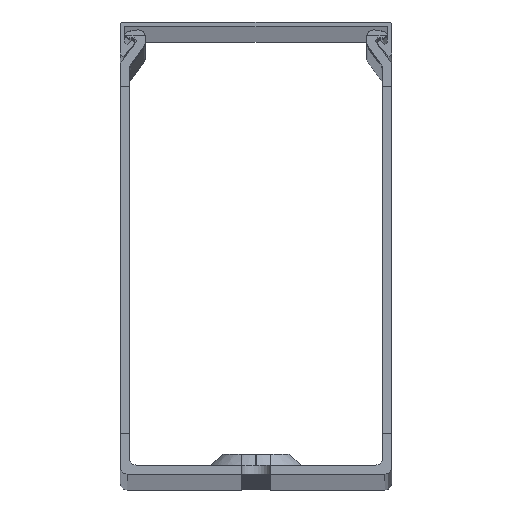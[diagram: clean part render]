
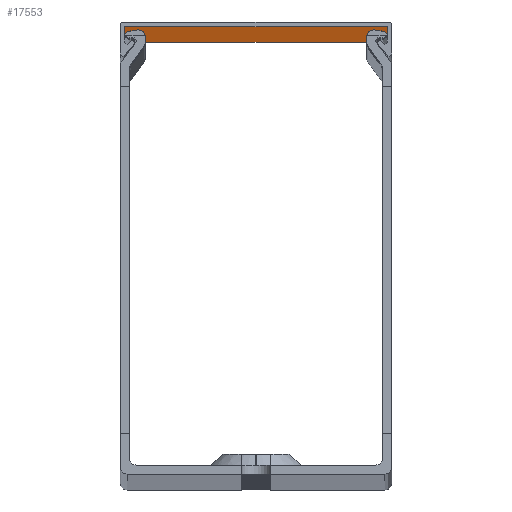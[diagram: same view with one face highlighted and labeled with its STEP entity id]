
A CAD part, top view. The second image highlights one B-rep face of the part: STEP entity #17553.
In plain terms, the highlighted planar face has unit normal (0, -1, 0).
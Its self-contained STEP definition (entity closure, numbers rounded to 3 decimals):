
#269 = DIRECTION ( 'NONE',  ( 0., 0., 1. ) ) ;
#431 = PLANE ( 'NONE',  #24737 ) ;
#542 = ORIENTED_EDGE ( 'NONE', *, *, #31834, .F. ) ;
#2169 = CARTESIAN_POINT ( 'NONE',  ( 29., 99., -1000. ) ) ;
#3904 = VECTOR ( 'NONE', #13635, 1000. ) ;
#3963 = VECTOR ( 'NONE', #26179, 1000. ) ;
#5066 = CARTESIAN_POINT ( 'NONE',  ( -29., 99., 1000. ) ) ;
#5441 = VECTOR ( 'NONE', #30181, 1000. ) ;
#5944 = DIRECTION ( 'NONE',  ( 0., 1., 0. ) ) ;
#6859 = EDGE_LOOP ( 'NONE', ( #542, #10542, #25858, #12722 ) ) ;
#8523 = CARTESIAN_POINT ( 'NONE',  ( -29., 99., 1060.585 ) ) ;
#9710 = CARTESIAN_POINT ( 'NONE',  ( -29., 99., 1060.585 ) ) ;
#10542 = ORIENTED_EDGE ( 'NONE', *, *, #24246, .T. ) ;
#10914 = VECTOR ( 'NONE', #33637, 1000. ) ;
#12722 = ORIENTED_EDGE ( 'NONE', *, *, #32713, .T. ) ;
#13635 = DIRECTION ( 'NONE',  ( 0., 0., -1. ) ) ;
#14337 = CARTESIAN_POINT ( 'NONE',  ( -29., 99., 1000. ) ) ;
#16022 = CARTESIAN_POINT ( 'NONE',  ( -29., 99., -1000. ) ) ;
#16700 = VERTEX_POINT ( 'NONE', #21083 ) ;
#17553 = ADVANCED_FACE ( 'NONE', ( #32262 ), #431, .F. ) ;
#19535 = VERTEX_POINT ( 'NONE', #29095 ) ;
#21083 = CARTESIAN_POINT ( 'NONE',  ( 29., 99., 1000. ) ) ;
#21474 = VERTEX_POINT ( 'NONE', #2169 ) ;
#22925 = EDGE_CURVE ( 'NONE', #27125, #19535, #25179, .T. ) ;
#24246 = EDGE_CURVE ( 'NONE', #16700, #27125, #31214, .T. ) ;
#24307 = LINE ( 'NONE', #29480, #3904 ) ;
#24737 = AXIS2_PLACEMENT_3D ( 'NONE', #8523, #5944, #269 ) ;
#25179 = LINE ( 'NONE', #9710, #5441 ) ;
#25858 = ORIENTED_EDGE ( 'NONE', *, *, #22925, .T. ) ;
#26179 = DIRECTION ( 'NONE',  ( 1., 0., 0. ) ) ;
#27125 = VERTEX_POINT ( 'NONE', #14337 ) ;
#29095 = CARTESIAN_POINT ( 'NONE',  ( -29., 99., -1000. ) ) ;
#29480 = CARTESIAN_POINT ( 'NONE',  ( 29., 99., 1060.585 ) ) ;
#30181 = DIRECTION ( 'NONE',  ( 0., 0., -1. ) ) ;
#31214 = LINE ( 'NONE', #5066, #10914 ) ;
#31834 = EDGE_CURVE ( 'NONE', #16700, #21474, #24307, .T. ) ;
#32262 = FACE_OUTER_BOUND ( 'NONE', #6859, .T. ) ;
#32713 = EDGE_CURVE ( 'NONE', #19535, #21474, #33943, .T. ) ;
#33637 = DIRECTION ( 'NONE',  ( -1., 0., 0. ) ) ;
#33943 = LINE ( 'NONE', #16022, #3963 ) ;
